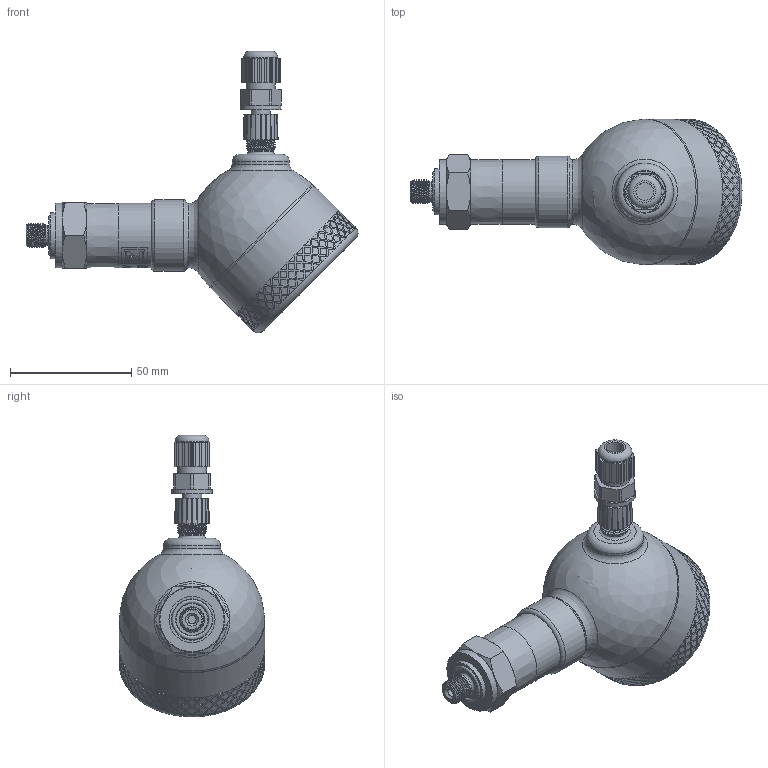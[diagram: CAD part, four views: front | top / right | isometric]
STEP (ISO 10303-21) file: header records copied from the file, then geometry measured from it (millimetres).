
FILE_DESCRIPTION(/* description */ (''),/* implementation_level */ '2;1');
FILE_NAME(/* name */ 'APZ3420FH_5_M12x1-straight.step',/* time_stamp */ '2021-06-30T14:35:07+03:00',/* author */ (''),/* organization */ (''),/* preprocessor_version */ 'ST-DEVELOPER v18.1',/* originating_system */ 'Autodesk Translation Framework v10.9.0.1377',/* authorisation */ '');
FILE_SCHEMA (('AUTOMOTIVE_DESIGN { 1 0 10303 214 3 1 1 }'));
Length unit declared in the file: millimetre
Products named in the file (7): Полевой корпус 
3420 3421 3230 заполненный; M10x1 DIN; FieldHousing Assembly v16; main body; Крышка без 
дисплея; Адаптер М12х1; M12x1 female straight v9
Assembly tree (6 placements, depth 3):
  Полевой корпус 
3420 3421 3230 заполненный
    M10x1 DIN
    FieldHousing Assembly v16
      main body
      Крышка без 
дисплея
      Адаптер М12х1
      M12x1 female straight v9
Bounding box: 136.91 x 60.1 x 116.17 mm (x, y, z)
Volume: 168152.7 mm3; surface area: 45245 mm2
Topology: 7 solids, 7 shells, 1545 faces, 3864 edges, 2535 vertices
Faces by surface type: bspline 896, cylinder 311, plane 262, cone 47, torus 26, sphere 3
Full cylindrical faces by diameter (mm): 1 x4, 3.3 x1, 7.3 x1, 8 x3, 8.5 x1, 8.744 x4, 9.3 x1, 9.884 x3, 10.293 x1, 10.5 x2, 10.741 x7, 11.884 x6, 12 x1, 13.5 x1, 14 x1, 16.7 x1, 17 x1, 19 x1, 19.7 x1, 21.6 x1, 22.4 x1, 23.6 x1, 24.5 x2, 26.5 x1, 29.5 x1, 55 x9, 56.5 x1, 57.2 x1, 60 x2
Entity records: 64379 total; most frequent: CARTESIAN_POINT 34610, ORIENTED_EDGE 7726, EDGE_CURVE 3863, DIRECTION 3111, B_SPLINE_CURVE_WITH_KNOTS 2580, VERTEX_POINT 2535, EDGE_LOOP 1754, FACE_OUTER_BOUND 1545
